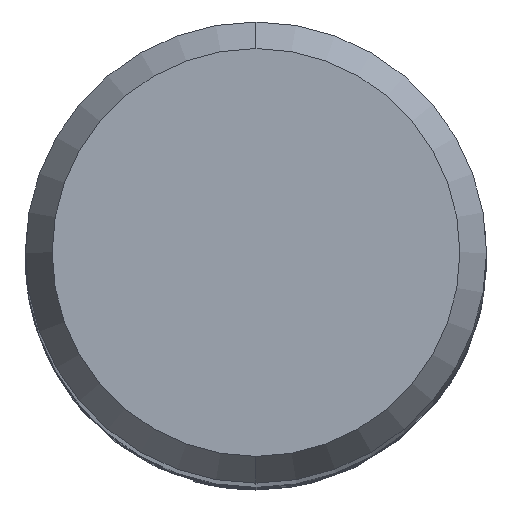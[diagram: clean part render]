
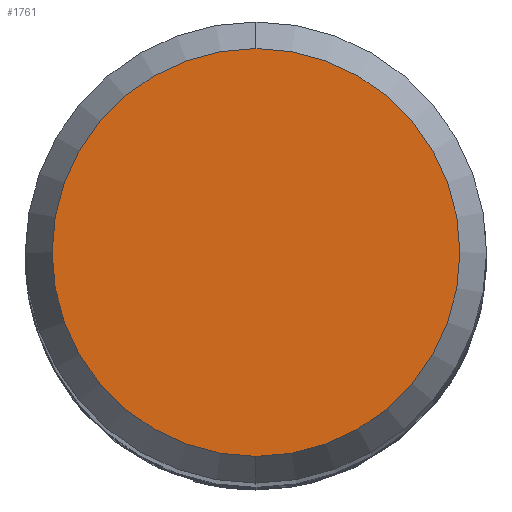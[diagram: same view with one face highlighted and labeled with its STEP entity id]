
A CAD part, top view. The second image highlights one B-rep face of the part: STEP entity #1761.
In plain terms, the highlighted planar face has unit normal (0, 0, 1).
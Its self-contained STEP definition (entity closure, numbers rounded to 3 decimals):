
#1761=ADVANCED_FACE('',(#3733),#3734,.T.);
#1861=EDGE_CURVE('',#2693,#2491,#3841,.T.);
#2155=EDGE_CURVE('',#2491,#2693,#4162,.T.);
#2491=VERTEX_POINT('',#4517);
#2693=VERTEX_POINT('',#4732);
#3733=FACE_OUTER_BOUND('',#13528,.T.);
#3734=PLANE('',#13529);
#3841=CIRCLE('',#14860,3.538);
#4162=CIRCLE('',#18688,3.538);
#4517=CARTESIAN_POINT('',(0.0,3.538,0.0));
#4732=CARTESIAN_POINT('',(0.,-3.538,0.0));
#13528=EDGE_LOOP('',(#28925,#28926));
#13529=AXIS2_PLACEMENT_3D('',#28927,#28928,#28929);
#14860=AXIS2_PLACEMENT_3D('',#29024,#29025,#29026);
#18688=AXIS2_PLACEMENT_3D('',#29393,#29394,#29395);
#28925=ORIENTED_EDGE('',*,*,#2155,.F.);
#28926=ORIENTED_EDGE('',*,*,#1861,.F.);
#28927=CARTESIAN_POINT('',(0.0,1.769,0.0));
#28928=DIRECTION('',(-0.0,0.0,1.0));
#28929=DIRECTION('',(0.0,-1.0,0.0));
#29024=CARTESIAN_POINT('',(0.0,0.0,0.0));
#29025=DIRECTION('',(0.0,0.0,-1.0));
#29026=DIRECTION('',(0.0,1.0,0.0));
#29393=CARTESIAN_POINT('',(0.0,0.0,0.0));
#29394=DIRECTION('',(0.0,0.0,-1.0));
#29395=DIRECTION('',(0.0,1.0,0.0));
